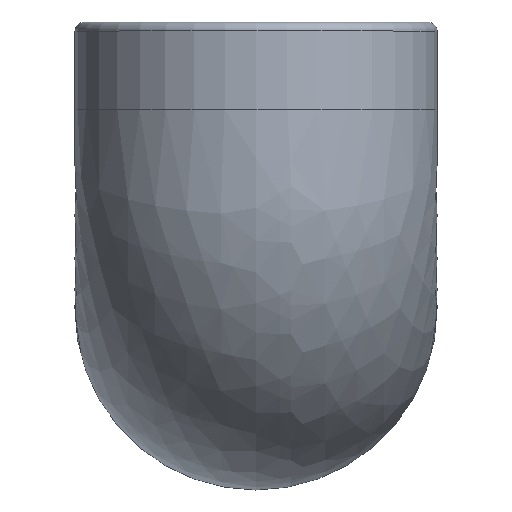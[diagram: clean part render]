
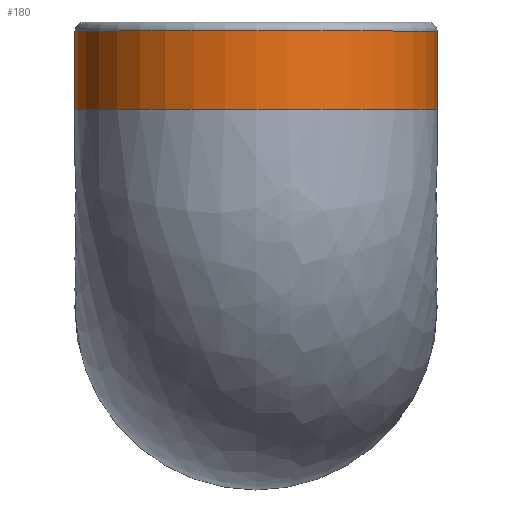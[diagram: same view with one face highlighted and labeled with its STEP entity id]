
A CAD part, top view. The second image highlights one B-rep face of the part: STEP entity #180.
In plain terms, the highlighted cylindrical face has radius 30.5 mm (diameter 61 mm), a full revolution.
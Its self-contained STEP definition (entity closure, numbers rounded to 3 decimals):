
#23=CYLINDRICAL_SURFACE($,#197,30.5);
#28=FACE_BOUND($,#52,.T.);
#42=FACE_OUTER_BOUND($,#51,.T.);
#51=EDGE_LOOP($,(#135,#136,#137));
#52=EDGE_LOOP($,(#138));
#72=CIRCLE($,#196,30.5);
#73=CIRCLE($,#198,30.5);
#74=CIRCLE($,#199,30.5);
#75=CIRCLE($,#200,30.5);
#92=VERTEX_POINT($,#290);
#93=VERTEX_POINT($,#293);
#94=VERTEX_POINT($,#294);
#95=VERTEX_POINT($,#296);
#112=EDGE_CURVE($,#92,#92,#72,.T.);
#113=EDGE_CURVE($,#93,#94,#73,.T.);
#114=EDGE_CURVE($,#94,#95,#74,.T.);
#115=EDGE_CURVE($,#95,#93,#75,.T.);
#135=ORIENTED_EDGE($,*,*,#113,.T.);
#136=ORIENTED_EDGE($,*,*,#114,.T.);
#137=ORIENTED_EDGE($,*,*,#115,.T.);
#138=ORIENTED_EDGE($,*,*,#112,.F.);
#180=ADVANCED_FACE($,(#42,#28),#23,.T.);
#196=AXIS2_PLACEMENT_3D($,#291,#230,#231);
#197=AXIS2_PLACEMENT_3D($,#292,#232,#233);
#198=AXIS2_PLACEMENT_3D($,#295,#234,#235);
#199=AXIS2_PLACEMENT_3D($,#297,#236,#237);
#200=AXIS2_PLACEMENT_3D($,#298,#238,#239);
#230=DIRECTION('center_axis',(0.,1.,0.));
#231=DIRECTION('ref_axis',(-1.,0.,0.));
#232=DIRECTION('center_axis',(0.,1.,0.));
#233=DIRECTION('ref_axis',(-1.,0.,0.));
#234=DIRECTION('center_axis',(0.,1.,0.));
#235=DIRECTION('ref_axis',(-1.,0.,0.));
#236=DIRECTION('center_axis',(0.,1.,0.));
#237=DIRECTION('ref_axis',(-1.,0.,0.));
#238=DIRECTION('center_axis',(0.,1.,0.));
#239=DIRECTION('ref_axis',(-1.,0.,0.));
#290=CARTESIAN_POINT('',(30.5,46.7,48.2));
#291=CARTESIAN_POINT('Origin',(0.,46.7,48.2));
#292=CARTESIAN_POINT('Origin',(0.,48.2,48.2));
#293=CARTESIAN_POINT('',(30.5,33.5,48.2));
#294=CARTESIAN_POINT('',(-30.5,33.5,48.2));
#295=CARTESIAN_POINT('Origin',(0.,33.5,48.2));
#296=CARTESIAN_POINT('',(0.,33.5,78.7));
#297=CARTESIAN_POINT('Origin',(0.,33.5,48.2));
#298=CARTESIAN_POINT('Origin',(0.,33.5,48.2));
